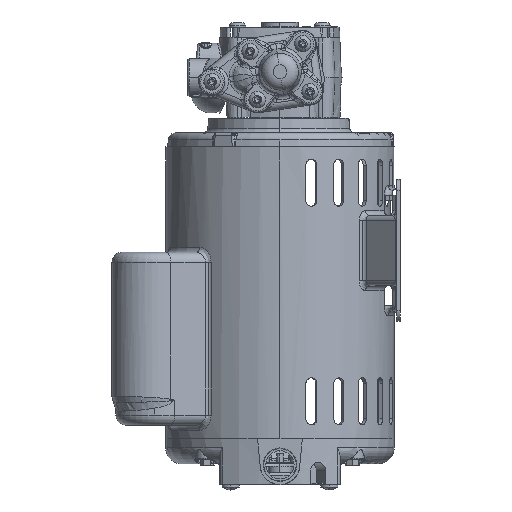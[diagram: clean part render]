
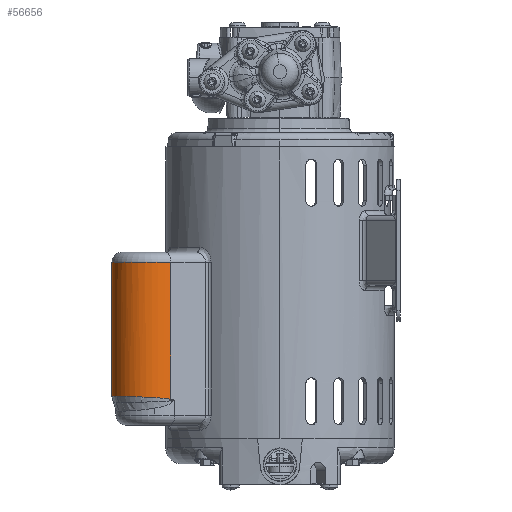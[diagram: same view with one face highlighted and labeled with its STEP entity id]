
A CAD part, left-side view. The second image highlights one B-rep face of the part: STEP entity #56656.
In plain terms, the highlighted cylindrical face has radius 24.511 mm (diameter 49.022 mm), a partial arc.
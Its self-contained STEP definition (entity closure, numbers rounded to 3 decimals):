
#3921 = CARTESIAN_POINT ( 'NONE',  ( -71.191, 69.262, -142.75 ) ) ;
#3933 = CARTESIAN_POINT ( 'NONE',  ( -29.393, 94.876, -229.545 ) ) ;
#3936 = CARTESIAN_POINT ( 'NONE',  ( -29.393, 94.876, -142.75 ) ) ;
#3943 = CARTESIAN_POINT ( 'NONE',  ( -71.191, 69.262, -229.545 ) ) ;
#43401 = B_SPLINE_CURVE_WITH_KNOTS ( 'NONE', 3,
 ( #103690, #103685, #103682, #103692, #103693, #103694, #103696, #103698, #103700, #103701, #103702, #103704, #103705, #103706, #103707, #103709, #103711, #103712, #103714, #103715, #103717, #103718, #103719, #103720, #103722, #103723, #103725, #103727, #103728, #103729, #103731, #103732, #103733, #103734, #103736, #103738, #103740, #103741, #103743, #103745, #103747, #103748, #103750, #103751, #103753, #103755, #103757, #103759, #103761, #103762, #103764, #103766, #103768, #103769, #103771, #103773, #103775, #103776, #103777, #103779, #103781, #103782, #103784, #103786 ),
 .UNSPECIFIED., .F., .F.,
 ( 4, 2, 2, 2, 2, 2, 2, 2, 2, 2, 2, 2, 2, 2, 2, 2, 2, 2, 2, 2, 2, 2, 2, 2, 2, 2, 2, 2, 2, 2, 2, 4 ),
 ( 0., 0.001, 0.002, 0.005, 0.007, 0.009, 0.01, 0.015, 0.017, 0.019, 0.024, 0.027, 0.029, 0.032, 0.034, 0.039, 0.044, 0.046, 0.049, 0.053, 0.055, 0.056, 0.058, 0.063, 0.064, 0.066, 0.068, 0.07, 0.073, 0.075, 0.077, 0.078 ),
 .UNSPECIFIED. ) ;
#50080 = EDGE_LOOP ( 'NONE', ( #79923, #79924, #79925, #79926 ) ) ;
#56656 = ADVANCED_FACE ( 'NONE', ( #65293 ), #65320, .T. ) ;
#65293 = FACE_OUTER_BOUND ( 'NONE', #50080, .T. ) ;
#65320 = CYLINDRICAL_SURFACE ( 'NONE', #120101, 24.511 ) ;
#66355 = EDGE_CURVE ( 'NONE', #73606, #73650, #95798, .T. ) ;
#66357 = EDGE_CURVE ( 'NONE', #73643, #73650, #95800, .T. ) ;
#66359 = EDGE_CURVE ( 'NONE', #73643, #73663, #43401, .T. ) ;
#66361 = EDGE_CURVE ( 'NONE', #73663, #73606, #95808, .T. ) ;
#67116 = CARTESIAN_POINT ( 'NONE',  ( -50.292, 82.069, -245.938 ) ) ;
#67121 = DIRECTION ( 'NONE',  ( 0., 0., 1. ) ) ;
#67139 = DIRECTION ( 'NONE',  ( 1., 0., 0. ) ) ;
#73606 = VERTEX_POINT ( 'NONE', #3921 ) ;
#73643 = VERTEX_POINT ( 'NONE', #3933 ) ;
#73650 = VERTEX_POINT ( 'NONE', #3936 ) ;
#73663 = VERTEX_POINT ( 'NONE', #3943 ) ;
#79923 = ORIENTED_EDGE ( 'NONE', *, *, #66357, .F. ) ;
#79924 = ORIENTED_EDGE ( 'NONE', *, *, #66359, .T. ) ;
#79925 = ORIENTED_EDGE ( 'NONE', *, *, #66361, .T. ) ;
#79926 = ORIENTED_EDGE ( 'NONE', *, *, #66355, .T. ) ;
#94145 = AXIS2_PLACEMENT_3D ( 'NONE', #103678, #103679, #103681 ) ;
#95798 = CIRCLE ( 'NONE', #94145, 24.511 ) ;
#95800 = LINE ( 'NONE', #103673, #95804 ) ;
#95804 = VECTOR ( 'NONE', #103683, 1000. ) ;
#95808 = LINE ( 'NONE', #103793, #95810 ) ;
#95810 = VECTOR ( 'NONE', #103795, 1000. ) ;
#103673 = CARTESIAN_POINT ( 'NONE',  ( -29.393, 94.876, -245.938 ) ) ;
#103678 = CARTESIAN_POINT ( 'NONE',  ( -50.292, 82.069, -142.75 ) ) ;
#103679 = DIRECTION ( 'NONE',  ( 0., 0., -1. ) ) ;
#103681 = DIRECTION ( 'NONE',  ( 1., 0., 0. ) ) ;
#103682 = CARTESIAN_POINT ( 'NONE',  ( -29.818, 95.552, -229.405 ) ) ;
#103683 = DIRECTION ( 'NONE',  ( 0., 0., 1. ) ) ;
#103685 = CARTESIAN_POINT ( 'NONE',  ( -29.601, 95.216, -229.468 ) ) ;
#103690 = CARTESIAN_POINT ( 'NONE',  ( -29.393, 94.876, -229.545 ) ) ;
#103692 = CARTESIAN_POINT ( 'NONE',  ( -30.271, 96.215, -229.29 ) ) ;
#103693 = CARTESIAN_POINT ( 'NONE',  ( -30.505, 96.541, -229.239 ) ) ;
#103694 = CARTESIAN_POINT ( 'NONE',  ( -31.229, 97.497, -229.098 ) ) ;
#103696 = CARTESIAN_POINT ( 'NONE',  ( -31.741, 98.109, -229.018 ) ) ;
#103698 = CARTESIAN_POINT ( 'NONE',  ( -32.822, 99.28, -228.872 ) ) ;
#103700 = CARTESIAN_POINT ( 'NONE',  ( -33.391, 99.839, -228.806 ) ) ;
#103701 = CARTESIAN_POINT ( 'NONE',  ( -34.287, 100.638, -228.714 ) ) ;
#103702 = CARTESIAN_POINT ( 'NONE',  ( -34.593, 100.897, -228.684 ) ) ;
#103704 = CARTESIAN_POINT ( 'NONE',  ( -35.219, 101.402, -228.627 ) ) ;
#103705 = CARTESIAN_POINT ( 'NONE',  ( -35.54, 101.648, -228.599 ) ) ;
#103706 = CARTESIAN_POINT ( 'NONE',  ( -37.17, 102.835, -228.465 ) ) ;
#103707 = CARTESIAN_POINT ( 'NONE',  ( -38.549, 103.643, -228.373 ) ) ;
#103709 = CARTESIAN_POINT ( 'NONE',  ( -40.727, 104.651, -228.249 ) ) ;
#103711 = CARTESIAN_POINT ( 'NONE',  ( -41.472, 104.953, -228.211 ) ) ;
#103712 = CARTESIAN_POINT ( 'NONE',  ( -43., 105.485, -228.137 ) ) ;
#103714 = CARTESIAN_POINT ( 'NONE',  ( -43.773, 105.711, -228.103 ) ) ;
#103715 = CARTESIAN_POINT ( 'NONE',  ( -46.107, 106.273, -228.007 ) ) ;
#103717 = CARTESIAN_POINT ( 'NONE',  ( -47.689, 106.495, -227.952 ) ) ;
#103718 = CARTESIAN_POINT ( 'NONE',  ( -50.1, 106.593, -227.881 ) ) ;
#103719 = CARTESIAN_POINT ( 'NONE',  ( -50.913, 106.586, -227.859 ) ) ;
#103720 = CARTESIAN_POINT ( 'NONE',  ( -52.518, 106.492, -227.82 ) ) ;
#103722 = CARTESIAN_POINT ( 'NONE',  ( -53.314, 106.407, -227.803 ) ) ;
#103723 = CARTESIAN_POINT ( 'NONE',  ( -54.892, 106.158, -227.772 ) ) ;
#103725 = CARTESIAN_POINT ( 'NONE',  ( -55.674, 105.996, -227.758 ) ) ;
#103727 = CARTESIAN_POINT ( 'NONE',  ( -57.225, 105.593, -227.735 ) ) ;
#103728 = CARTESIAN_POINT ( 'NONE',  ( -57.995, 105.353, -227.725 ) ) ;
#103729 = CARTESIAN_POINT ( 'NONE',  ( -60.275, 104.514, -227.701 ) ) ;
#103731 = CARTESIAN_POINT ( 'NONE',  ( -61.726, 103.811, -227.693 ) ) ;
#103732 = CARTESIAN_POINT ( 'NONE',  ( -64.488, 102.117, -227.693 ) ) ;
#103733 = CARTESIAN_POINT ( 'NONE',  ( -65.763, 101.148, -227.701 ) ) ;
#103734 = CARTESIAN_POINT ( 'NONE',  ( -67.523, 99.52, -227.724 ) ) ;
#103736 = CARTESIAN_POINT ( 'NONE',  ( -68.084, 98.948, -227.734 ) ) ;
#103738 = CARTESIAN_POINT ( 'NONE',  ( -69.153, 97.744, -227.758 ) ) ;
#103740 = CARTESIAN_POINT ( 'NONE',  ( -69.663, 97.11, -227.771 ) ) ;
#103741 = CARTESIAN_POINT ( 'NONE',  ( -71.078, 95.158, -227.818 ) ) ;
#103743 = CARTESIAN_POINT ( 'NONE',  ( -71.885, 93.78, -227.857 ) ) ;
#103745 = CARTESIAN_POINT ( 'NONE',  ( -72.723, 91.96, -227.916 ) ) ;
#103747 = CARTESIAN_POINT ( 'NONE',  ( -72.882, 91.591, -227.928 ) ) ;
#103748 = CARTESIAN_POINT ( 'NONE',  ( -73.182, 90.844, -227.954 ) ) ;
#103750 = CARTESIAN_POINT ( 'NONE',  ( -73.324, 90.464, -227.967 ) ) ;
#103751 = CARTESIAN_POINT ( 'NONE',  ( -73.72, 89.319, -228.009 ) ) ;
#103753 = CARTESIAN_POINT ( 'NONE',  ( -73.945, 88.548, -228.039 ) ) ;
#103755 = CARTESIAN_POINT ( 'NONE',  ( -74.503, 86.216, -228.135 ) ) ;
#103757 = CARTESIAN_POINT ( 'NONE',  ( -74.722, 84.634, -228.206 ) ) ;
#103759 = CARTESIAN_POINT ( 'NONE',  ( -74.8, 82.621, -228.31 ) ) ;
#103761 = CARTESIAN_POINT ( 'NONE',  ( -74.806, 82.216, -228.332 ) ) ;
#103762 = CARTESIAN_POINT ( 'NONE',  ( -74.798, 81.409, -228.376 ) ) ;
#103764 = CARTESIAN_POINT ( 'NONE',  ( -74.783, 81.008, -228.399 ) ) ;
#103766 = CARTESIAN_POINT ( 'NONE',  ( -74.712, 79.808, -228.469 ) ) ;
#103768 = CARTESIAN_POINT ( 'NONE',  ( -74.625, 79.015, -228.518 ) ) ;
#103769 = CARTESIAN_POINT ( 'NONE',  ( -74.375, 77.44, -228.624 ) ) ;
#103771 = CARTESIAN_POINT ( 'NONE',  ( -74.212, 76.66, -228.681 ) ) ;
#103773 = CARTESIAN_POINT ( 'NONE',  ( -73.808, 75.111, -228.803 ) ) ;
#103775 = CARTESIAN_POINT ( 'NONE',  ( -73.566, 74.339, -228.87 ) ) ;
#103776 = CARTESIAN_POINT ( 'NONE',  ( -73.009, 72.829, -229.018 ) ) ;
#103777 = CARTESIAN_POINT ( 'NONE',  ( -72.694, 72.09, -229.098 ) ) ;
#103779 = CARTESIAN_POINT ( 'NONE',  ( -72.169, 71.008, -229.239 ) ) ;
#103781 = CARTESIAN_POINT ( 'NONE',  ( -71.985, 70.652, -229.29 ) ) ;
#103782 = CARTESIAN_POINT ( 'NONE',  ( -71.6, 69.948, -229.405 ) ) ;
#103784 = CARTESIAN_POINT ( 'NONE',  ( -71.399, 69.602, -229.468 ) ) ;
#103786 = CARTESIAN_POINT ( 'NONE',  ( -71.191, 69.262, -229.545 ) ) ;
#103793 = CARTESIAN_POINT ( 'NONE',  ( -71.191, 69.262, -245.938 ) ) ;
#103795 = DIRECTION ( 'NONE',  ( 0., 0., 1. ) ) ;
#120101 = AXIS2_PLACEMENT_3D ( 'NONE', #67116, #67121, #67139 ) ;
